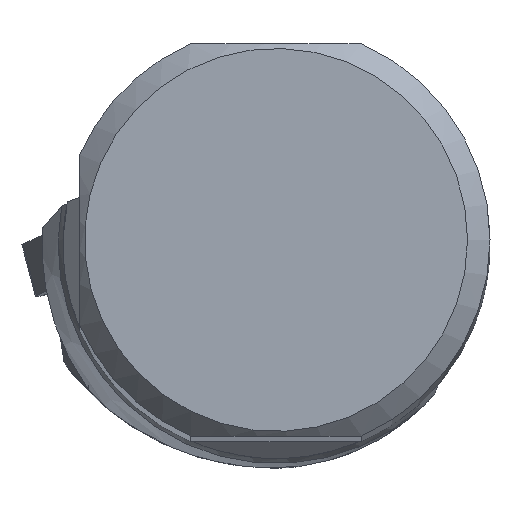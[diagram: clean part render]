
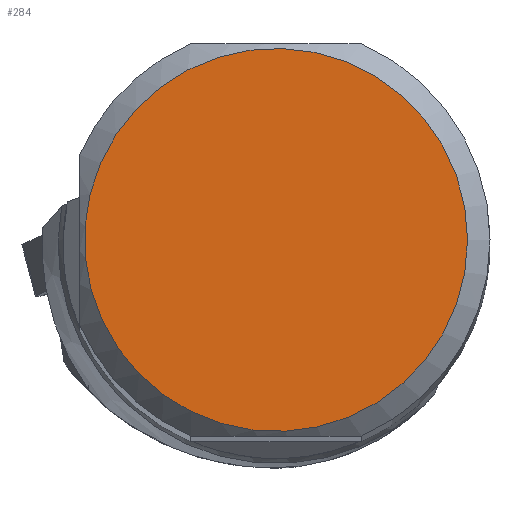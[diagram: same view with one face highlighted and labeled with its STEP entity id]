
A CAD part, top view. The second image highlights one B-rep face of the part: STEP entity #284.
In plain terms, the highlighted planar face has unit normal (0, 0, 1).
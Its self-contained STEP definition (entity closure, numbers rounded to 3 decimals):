
#210=FACE_OUTER_BOUND('',#653,.T.);
#284=ADVANCED_FACE('CU_SU_BP3',(#210),#342,.T.);
#342=PLANE('',#1617);
#653=EDGE_LOOP('',(#863));
#863=ORIENTED_EDGE('',*,*,#1362,.T.);
#1199=VERTEX_POINT('',#2425);
#1362=EDGE_CURVE('',#1199,#1199,#1477,.T.);
#1477=CIRCLE('',#1615,17.039);
#1615=AXIS2_PLACEMENT_3D('',#2424,#1891,#1892);
#1617=AXIS2_PLACEMENT_3D('',#2427,#1895,#1896);
#1891=DIRECTION('',(0.,0.,1.));
#1892=DIRECTION('',(1.,0.,0.));
#1895=DIRECTION('',(0.,0.,1.));
#1896=DIRECTION('',(1.,0.,0.));
#2424=CARTESIAN_POINT('',(0.,0.,0.));
#2425=CARTESIAN_POINT('',(17.039,0.,0.));
#2427=CARTESIAN_POINT('',(0.,0.,0.));
